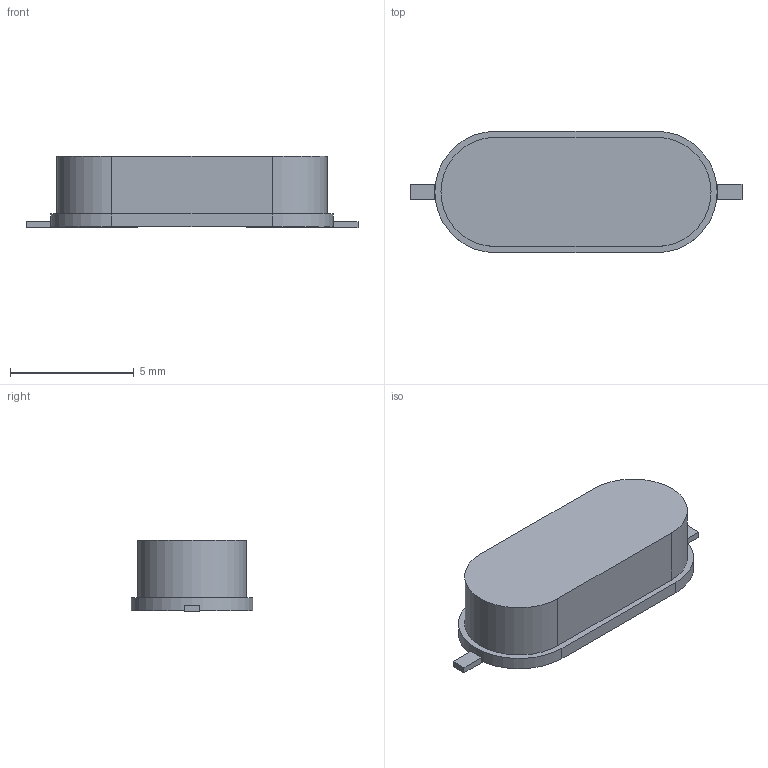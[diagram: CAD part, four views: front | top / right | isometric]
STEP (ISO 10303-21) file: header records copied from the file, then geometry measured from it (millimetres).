
FILE_DESCRIPTION(('STEP AP214'),'1');
FILE_NAME('HC-49US_11P4X3P8_IQD','2024-07-11T06:56:51',(''),(''),'','','');
FILE_SCHEMA(('AUTOMOTIVE_DESIGN'));
Length unit declared in the file: millimetre
Products named in the file (1): product
Bounding box: 13.41 x 4.9 x 2.9 mm (x, y, z)
Volume: 129.1 mm3; surface area: 280 mm2
Topology: 4 solids, 4 shells, 28 faces, 60 edges, 40 vertices
Faces by surface type: plane 24, cylinder 4
Entity records: 890 total; most frequent: DIRECTION 126, ORIENTED_EDGE 120, CARTESIAN_POINT 77, EDGE_CURVE 60, LINE 52, VECTOR 52, VERTEX_POINT 40, AXIS2_PLACEMENT_3D 37
